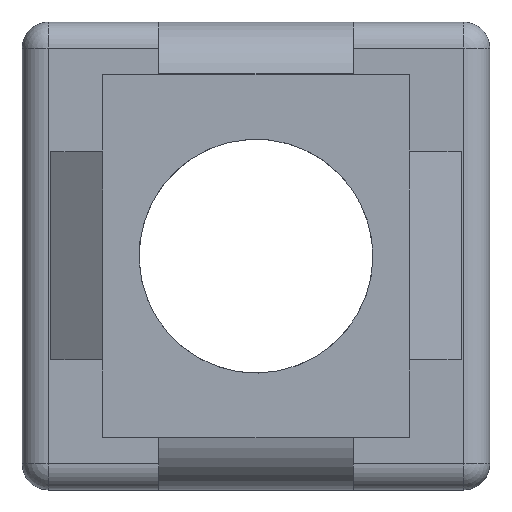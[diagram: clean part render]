
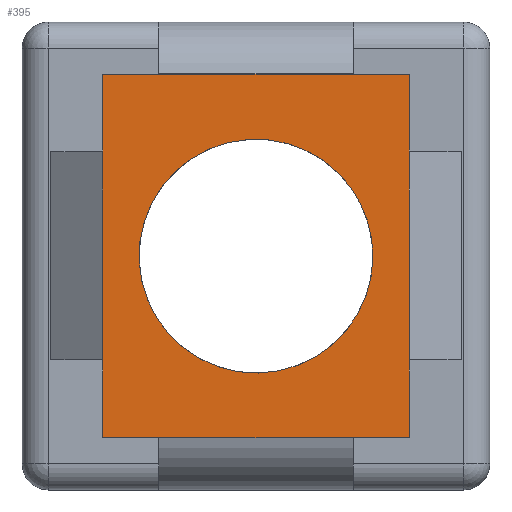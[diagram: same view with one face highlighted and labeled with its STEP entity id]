
A CAD part, top view. The second image highlights one B-rep face of the part: STEP entity #395.
In plain terms, the highlighted planar face has unit normal (0, 0, 1).
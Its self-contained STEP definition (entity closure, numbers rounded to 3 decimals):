
#304=CARTESIAN_POINT('',(-12.625,11.5,0.707));
#305=DIRECTION('',(0.,-0.,1.));
#306=DIRECTION('',(-1.,0.,0.));
#307=AXIS2_PLACEMENT_3D('',#304,#305,#306);
#308=PLANE('',#307);
#309=CARTESIAN_POINT('',(2.057,14.682,0.707));
#310=VERTEX_POINT('',#309);
#311=CARTESIAN_POINT('',(3.375,11.5,0.707));
#312=VERTEX_POINT('',#311);
#313=CARTESIAN_POINT('',(-1.125,11.5,0.707));
#314=DIRECTION('',(0.,-0.,1.));
#315=DIRECTION('',(1.,0.,-0.));
#316=AXIS2_PLACEMENT_3D('',#313,#314,#315);
#317=CIRCLE('',#316,4.5);
#318=EDGE_CURVE('',#310,#312,#317,.T.);
#319=ORIENTED_EDGE('',*,*,#318,.F.);
#320=CARTESIAN_POINT('',(-1.125,11.5,0.707));
#321=DIRECTION('',(0.,-0.,1.));
#322=DIRECTION('',(1.,0.,-0.));
#323=AXIS2_PLACEMENT_3D('',#320,#321,#322);
#324=CIRCLE('',#323,4.5);
#325=EDGE_CURVE('',#312,#310,#324,.T.);
#326=ORIENTED_EDGE('',*,*,#325,.F.);
#327=EDGE_LOOP('',(#319,#326));
#328=FACE_BOUND('',#327,.T.);
#329=CARTESIAN_POINT('',(-7.025,15.,0.707));
#330=VERTEX_POINT('',#329);
#331=CARTESIAN_POINT('',(-7.025,18.5,0.707));
#332=VERTEX_POINT('',#331);
#333=CARTESIAN_POINT('',(-7.025,15.,0.707));
#334=DIRECTION('',(0.,1.,0.));
#335=VECTOR('',#334,3.5);
#336=LINE('',#333,#335);
#337=EDGE_CURVE('',#330,#332,#336,.T.);
#338=ORIENTED_EDGE('',*,*,#337,.F.);
#339=CARTESIAN_POINT('',(-7.025,8.,0.707));
#340=VERTEX_POINT('',#339);
#341=CARTESIAN_POINT('',(-7.025,8.,0.707));
#342=DIRECTION('',(0.,1.,0.));
#343=VECTOR('',#342,7.);
#344=LINE('',#341,#343);
#345=EDGE_CURVE('',#340,#330,#344,.T.);
#346=ORIENTED_EDGE('',*,*,#345,.F.);
#347=CARTESIAN_POINT('',(-7.025,4.5,0.707));
#348=VERTEX_POINT('',#347);
#349=CARTESIAN_POINT('',(-7.025,4.5,0.707));
#350=DIRECTION('',(0.,1.,0.));
#351=VECTOR('',#350,3.5);
#352=LINE('',#349,#351);
#353=EDGE_CURVE('',#348,#340,#352,.T.);
#354=ORIENTED_EDGE('',*,*,#353,.F.);
#355=CARTESIAN_POINT('',(4.775,4.5,0.707));
#356=VERTEX_POINT('',#355);
#357=CARTESIAN_POINT('',(4.775,4.5,0.707));
#358=DIRECTION('',(-1.,0.,0.));
#359=VECTOR('',#358,11.8);
#360=LINE('',#357,#359);
#361=EDGE_CURVE('',#356,#348,#360,.T.);
#362=ORIENTED_EDGE('',*,*,#361,.F.);
#363=CARTESIAN_POINT('',(4.775,8.,0.707));
#364=VERTEX_POINT('',#363);
#365=CARTESIAN_POINT('',(4.775,8.,0.707));
#366=DIRECTION('',(0.,-1.,-0.));
#367=VECTOR('',#366,3.5);
#368=LINE('',#365,#367);
#369=EDGE_CURVE('',#364,#356,#368,.T.);
#370=ORIENTED_EDGE('',*,*,#369,.F.);
#371=CARTESIAN_POINT('',(4.775,15.,0.707));
#372=VERTEX_POINT('',#371);
#373=CARTESIAN_POINT('',(4.775,15.,0.707));
#374=DIRECTION('',(0.,-1.,-0.));
#375=VECTOR('',#374,7.);
#376=LINE('',#373,#375);
#377=EDGE_CURVE('',#372,#364,#376,.T.);
#378=ORIENTED_EDGE('',*,*,#377,.F.);
#379=CARTESIAN_POINT('',(4.775,18.5,0.707));
#380=VERTEX_POINT('',#379);
#381=CARTESIAN_POINT('',(4.775,18.5,0.707));
#382=DIRECTION('',(0.,-1.,-0.));
#383=VECTOR('',#382,3.5);
#384=LINE('',#381,#383);
#385=EDGE_CURVE('',#380,#372,#384,.T.);
#386=ORIENTED_EDGE('',*,*,#385,.F.);
#387=CARTESIAN_POINT('',(-7.025,18.5,0.707));
#388=DIRECTION('',(1.,-0.,-0.));
#389=VECTOR('',#388,11.8);
#390=LINE('',#387,#389);
#391=EDGE_CURVE('',#332,#380,#390,.T.);
#392=ORIENTED_EDGE('',*,*,#391,.F.);
#393=EDGE_LOOP('',(#338,#346,#354,#362,#370,#378,#386,#392));
#394=FACE_BOUND('',#393,.T.);
#395=ADVANCED_FACE('',(#328,#394),#308,.T.);
